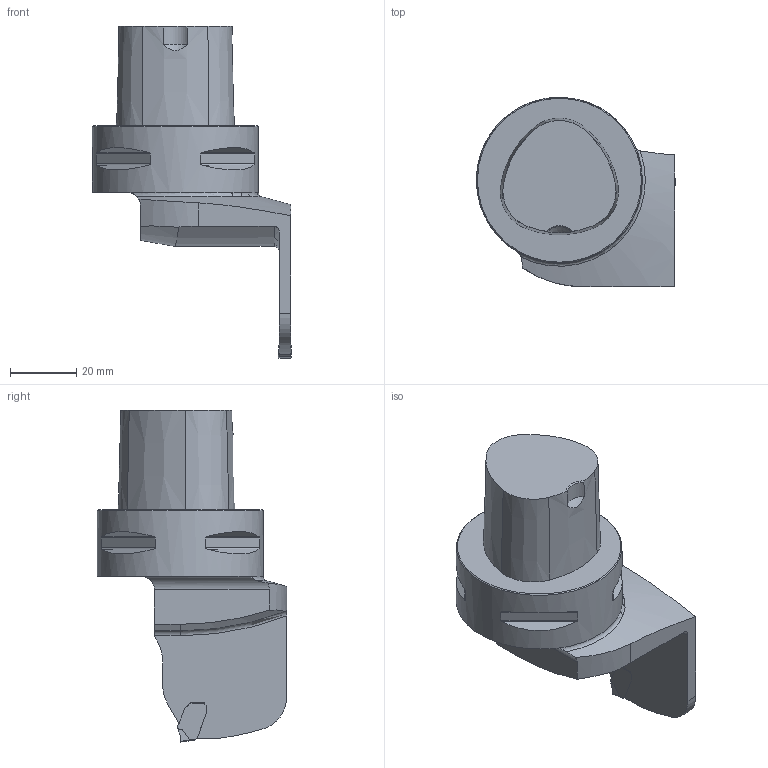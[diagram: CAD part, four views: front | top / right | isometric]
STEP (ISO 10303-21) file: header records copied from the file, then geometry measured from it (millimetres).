
FILE_DESCRIPTION(/* description */ (''),/* implementation_level */ '2;1');
FILE_NAME(/* name */ 'toolassembly_1.stp',/* time_stamp */ '2019-12-23T09:16:58+01:00',/* author */ (''),/* organization */ ('SMS'),/* preprocessor_version */ 'ST-DEVELOPER v16.7',/* originating_system */ 'SIEMENS PLM Software NX 12.0',/* authorisation */ '');
FILE_SCHEMA (('AUTOMOTIVE_DESIGN { 1 0 10303 214 3 1 1 1 }'));
Length unit declared in the file: millimetre
Products named in the file (4): ASSEMBLY_CONSTRUCTION; CUT_20191223091634; NOCUT_20191223091545; TOOLASSEMBLY_1
Assembly tree (3 placements, depth 2):
  TOOLASSEMBLY_1
    NOCUT_20191223091545
    CUT_20191223091634
    ASSEMBLY_CONSTRUCTION
Bounding box: 60 x 57 x 100 mm (x, y, z)
Volume: 94057.1 mm3; surface area: 16487.9 mm2
Topology: 2 solids, 2 shells, 110 faces, 298 edges, 204 vertices
Faces by surface type: plane 51, cylinder 39, cone 10, extrusion 6, torus 2, bspline 2
Full cylindrical faces by diameter (mm): 50 x1
Entity records: 4413 total; most frequent: CARTESIAN_POINT 1526, ORIENTED_EDGE 588, DIRECTION 546, EDGE_CURVE 294, VERTEX_POINT 195, AXIS2_PLACEMENT_3D 195, VECTOR 156, LINE 150
